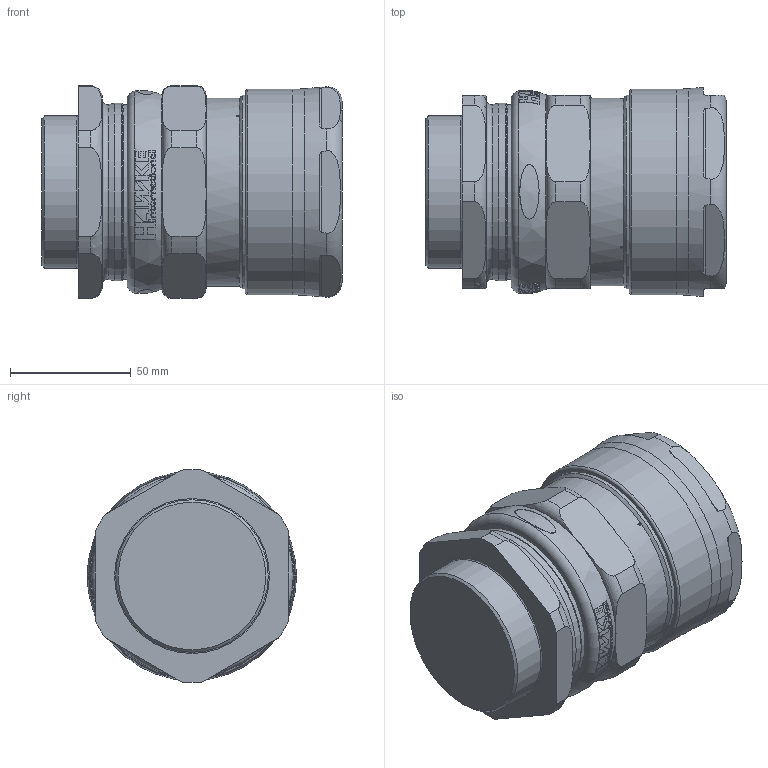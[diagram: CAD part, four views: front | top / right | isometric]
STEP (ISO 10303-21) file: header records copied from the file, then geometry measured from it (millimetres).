
FILE_DESCRIPTION(/* description */ (''),/* implementation_level */ '2;1');
FILE_NAME(/* name */ '501_453_UNIV_X E.stp',/* time_stamp */ '2020-06-22T16:34:19+05:00',/* author */ ('jgandhi'),/* organization */ (''),/* preprocessor_version */ 'ST-DEVELOPER v18',/* originating_system */ 'Autodesk Inventor 2020',/* authorisation */ '');
FILE_SCHEMA (('AUTOMOTIVE_DESIGN { 1 0 10303 214 3 1 1 }'));
Products named in the file (1): 501_453_UNIV_X 
Bounding box: 124.09 x 86.45 x 87.98 mm (x, y, z)
Surface area: 168402.1 mm2
Topology: 10 solids, 10 shells, 1248 faces, 3475 edges, 2299 vertices
Faces by surface type: plane 447, bspline 240, cylinder 209, torus 186, cone 166
Full cylindrical faces by diameter (mm): 40.5 x1, 57.6 x1, 60.3 x2, 63 x1, 65.3 x1, 67 x1, 70.3 x1, 71.6 x1, 72 x1, 72.3 x1, 72.32 x1, 73 x3, 73.32 x2, 76.2 x1, 77.7 x1, 78.5 x1, 79.2 x1, 80 x1, 85 x1
Entity records: 51232 total; most frequent: CARTESIAN_POINT 20713, ORIENTED_EDGE 6950, DIRECTION 5080, EDGE_CURVE 3475, VERTEX_POINT 2299, AXIS2_PLACEMENT_3D 2050, EDGE_LOOP 1306, STYLED_ITEM 1258
